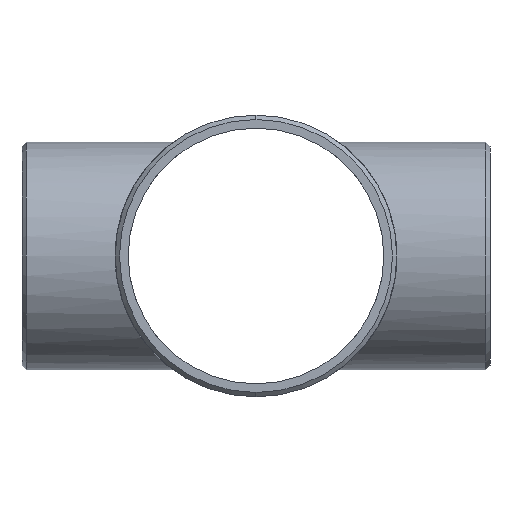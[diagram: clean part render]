
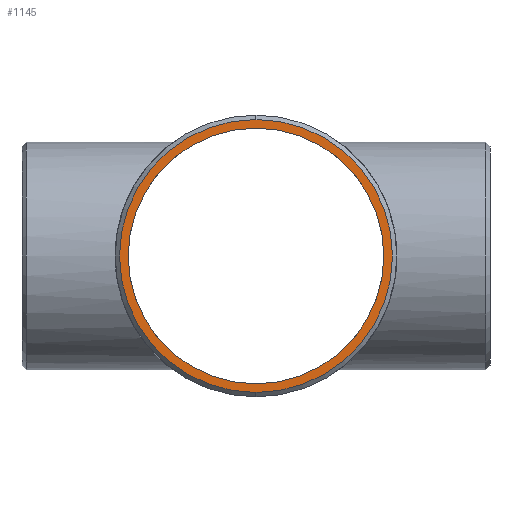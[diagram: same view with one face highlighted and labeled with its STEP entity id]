
A CAD part, left-side view. The second image highlights one B-rep face of the part: STEP entity #1145.
In plain terms, the highlighted planar face has unit normal (-1, 0, 0).
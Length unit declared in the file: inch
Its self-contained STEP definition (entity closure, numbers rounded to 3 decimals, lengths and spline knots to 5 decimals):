
#6 = CIRCLE ( 'NONE', #1081, 2.6955 ) ;
#23 = AXIS2_PLACEMENT_3D ( 'NONE', #618, #608, #1050 ) ;
#120 = EDGE_CURVE ( 'NONE', #251, #1296, #1079, .T. ) ;
#175 = DIRECTION ( 'NONE',  ( 0., 0., -1. ) ) ;
#215 = CARTESIAN_POINT ( 'NONE',  ( -4.88, 0., 0. ) ) ;
#251 = VERTEX_POINT ( 'NONE', #398 ) ;
#267 = DIRECTION ( 'NONE',  ( 1., 0., 0. ) ) ;
#333 = EDGE_LOOP ( 'NONE', ( #1360, #632 ) ) ;
#362 = CARTESIAN_POINT ( 'NONE',  ( -4.88, 0., 2.5235 ) ) ;
#373 = ORIENTED_EDGE ( 'NONE', *, *, #955, .T. ) ;
#380 = PLANE ( 'NONE',  #551 ) ;
#398 = CARTESIAN_POINT ( 'NONE',  ( -4.88, 0., -2.5235 ) ) ;
#403 = CARTESIAN_POINT ( 'NONE',  ( -4.88, 0., -2.6955 ) ) ;
#519 = EDGE_CURVE ( 'NONE', #1296, #251, #559, .T. ) ;
#538 = DIRECTION ( 'NONE',  ( -1., 0., 0. ) ) ;
#542 = DIRECTION ( 'NONE',  ( -1., 0., 0. ) ) ;
#551 = AXIS2_PLACEMENT_3D ( 'NONE', #1314, #1210, #175 ) ;
#559 = CIRCLE ( 'NONE', #1239, 2.5235 ) ;
#608 = DIRECTION ( 'NONE',  ( 1., 0., 0. ) ) ;
#618 = CARTESIAN_POINT ( 'NONE',  ( -4.88, 0., 0. ) ) ;
#632 = ORIENTED_EDGE ( 'NONE', *, *, #120, .T. ) ;
#655 = CARTESIAN_POINT ( 'NONE',  ( -4.88, 0., 0. ) ) ;
#659 = EDGE_LOOP ( 'NONE', ( #373, #877 ) ) ;
#662 = FACE_BOUND ( 'NONE', #333, .T. ) ;
#709 = VERTEX_POINT ( 'NONE', #1372 ) ;
#762 = EDGE_CURVE ( 'NONE', #709, #847, #6, .T. ) ;
#847 = VERTEX_POINT ( 'NONE', #403 ) ;
#877 = ORIENTED_EDGE ( 'NONE', *, *, #762, .T. ) ;
#879 = DIRECTION ( 'NONE',  ( 0., 0., 1. ) ) ;
#885 = FACE_OUTER_BOUND ( 'NONE', #659, .T. ) ;
#955 = EDGE_CURVE ( 'NONE', #847, #709, #1154, .T. ) ;
#968 = DIRECTION ( 'NONE',  ( 0., 0., 1. ) ) ;
#1015 = CARTESIAN_POINT ( 'NONE',  ( -4.88, 0., 0. ) ) ;
#1050 = DIRECTION ( 'NONE',  ( 0., 0., 1. ) ) ;
#1079 = CIRCLE ( 'NONE', #23, 2.5235 ) ;
#1081 = AXIS2_PLACEMENT_3D ( 'NONE', #655, #542, #879 ) ;
#1125 = DIRECTION ( 'NONE',  ( 0., 0., 1. ) ) ;
#1145 = ADVANCED_FACE ( 'NONE', ( #885, #662 ), #380, .T. ) ;
#1154 = CIRCLE ( 'NONE', #1381, 2.6955 ) ;
#1210 = DIRECTION ( 'NONE',  ( -1., 0., 0. ) ) ;
#1239 = AXIS2_PLACEMENT_3D ( 'NONE', #1015, #267, #1125 ) ;
#1296 = VERTEX_POINT ( 'NONE', #362 ) ;
#1314 = CARTESIAN_POINT ( 'NONE',  ( -4.88, 0., 0. ) ) ;
#1360 = ORIENTED_EDGE ( 'NONE', *, *, #519, .T. ) ;
#1372 = CARTESIAN_POINT ( 'NONE',  ( -4.88, 0., 2.6955 ) ) ;
#1381 = AXIS2_PLACEMENT_3D ( 'NONE', #215, #538, #968 ) ;
